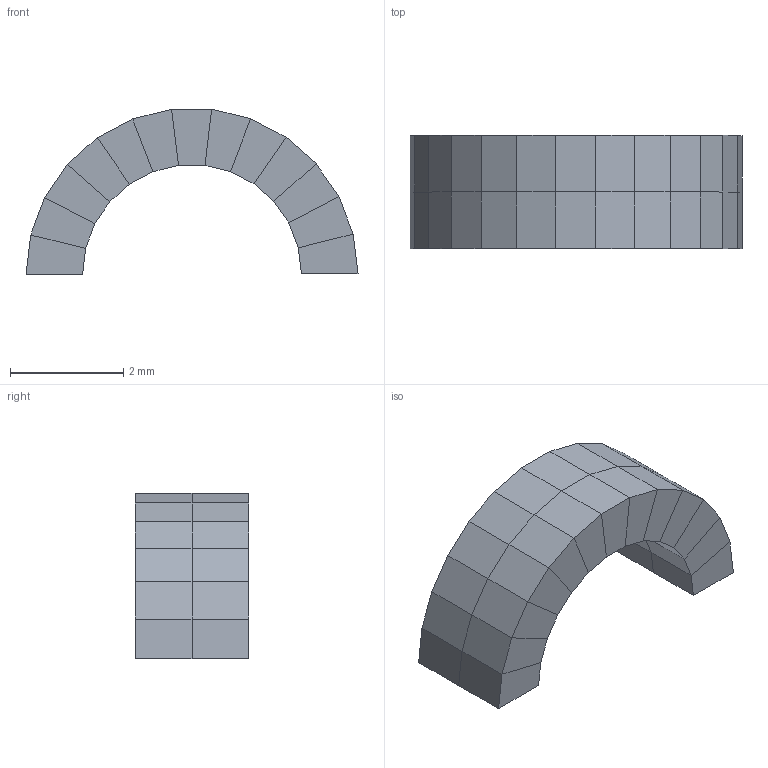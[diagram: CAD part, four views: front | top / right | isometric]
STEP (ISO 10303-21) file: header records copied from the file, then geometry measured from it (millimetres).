
FILE_DESCRIPTION(/* description */ (''),/* implementation_level */ '2;1');
FILE_NAME(/* name */ 'test',/* time_stamp */ '2024-02-02T12:03:55+01:00',/* author */ (''),/* organization */ (''),/* preprocessor_version */ 'ST-DEVELOPER v16.5',/* originating_system */ 'Rhino 7.34',/* authorisation */ '');
FILE_SCHEMA (('CONFIG_CONTROL_DESIGN'));
Length unit declared in the file: millimetre
Products named in the file (1): Document
Bounding box: 5.87 x 2 x 2.93 mm (x, y, z)
Volume: 15.2 mm3; surface area: 116.9 mm2
Topology: 26 solids, 30 shells, 160 faces, 328 edges, 224 vertices
Faces by surface type: plane 160
Entity records: 3678 total; most frequent: CARTESIAN_POINT 1043, ORIENTED_EDGE 640, EDGE_CURVE 328, B_SPLINE_CURVE_WITH_KNOTS 328, VERTEX_POINT 224, DIRECTION 166, AXIS2_PLACEMENT_3D 163, ADVANCED_FACE 160
